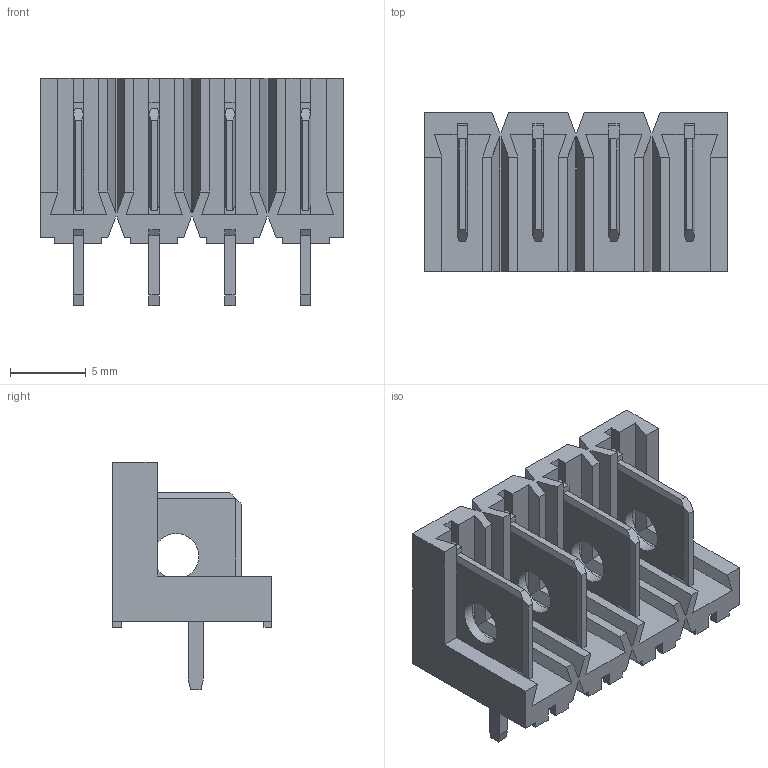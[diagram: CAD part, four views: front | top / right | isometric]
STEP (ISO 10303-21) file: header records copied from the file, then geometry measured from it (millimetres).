
FILE_DESCRIPTION( ( 'Unknown' ), '1' );
FILE_NAME( '691386700004.stp', 'Unknown', ( 'Quentin LAIDEBEUR' ), ( 'WE' ), 'PSStep 15.0.49', 'Sample-box', ' ' );
FILE_SCHEMA( ( 'AUTOMOTIVE_DESIGN { 1 0 10303 214 1 1 1 1 }' ) );
Length unit declared in the file: millimetre
Products named in the file (3): Assem1; 691386700004; 6913867000xx_Pin
Assembly tree (5 placements, depth 2):
  Assem1
    691386700004
    6913867000xx_Pin  x4
Bounding box: 20 x 10.5 x 15 mm (x, y, z)
Volume: 786.4 mm3; surface area: 2072.7 mm2
Topology: 5 solids, 5 shells, 304 faces, 850 edges, 552 vertices
Faces by surface type: plane 300, cylinder 4
Full cylindrical faces by diameter (mm): 3 x4
Entity records: 8126 total; most frequent: CARTESIAN_POINT 1151, ORIENTED_EDGE 1144, DIRECTION 996, EDGE_CURVE 572, LINE 570, VECTOR 570, VERTEX_POINT 368, AXIS2_PLACEMENT_3D 213
